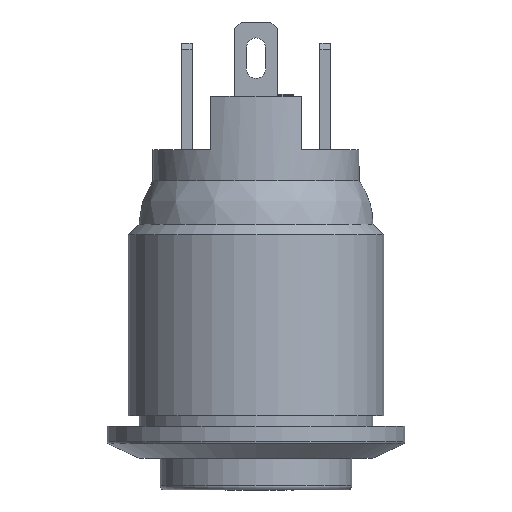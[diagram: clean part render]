
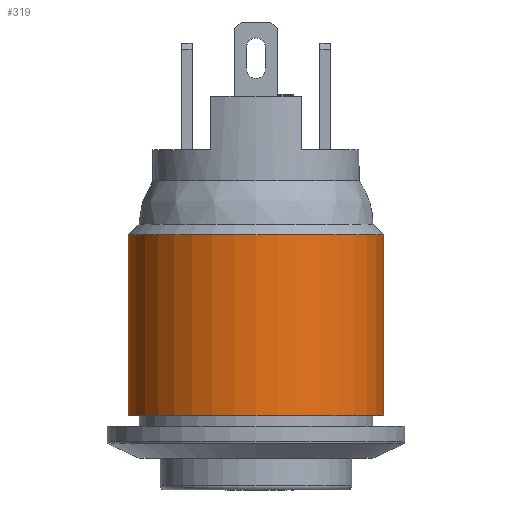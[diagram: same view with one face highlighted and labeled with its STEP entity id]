
A CAD part, front view. The second image highlights one B-rep face of the part: STEP entity #319.
In plain terms, the highlighted cylindrical face has radius 6 mm (diameter 12 mm), a full revolution.
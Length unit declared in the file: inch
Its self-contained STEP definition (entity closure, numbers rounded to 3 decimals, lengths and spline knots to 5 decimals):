
#277=CARTESIAN_POINT('',(0.23622,0.,-0.06693));
#278=VERTEX_POINT('',#277);
#279=CARTESIAN_POINT('',(0.0,0.0,-0.06693));
#280=DIRECTION('',(0.0,0.0,1.0));
#281=DIRECTION('',(-1.0,0.0,0.0));
#282=AXIS2_PLACEMENT_3D('',#279,#280,#281);
#283=CIRCLE('',#282,0.23622);
#284=EDGE_CURVE('',#278,#278,#283,.T.);
#300=CARTESIAN_POINT('',(0.0,0.0,-0.0502));
#301=DIRECTION('',(0.0,0.0,-1.0));
#302=DIRECTION('',(1.0,0.0,0.0));
#303=AXIS2_PLACEMENT_3D('',#300,#301,#302);
#304=CYLINDRICAL_SURFACE('',#303,0.23622);
#305=CARTESIAN_POINT('',(0.23622,0.,-0.40157));
#306=VERTEX_POINT('',#305);
#307=CARTESIAN_POINT('',(0.0,0.0,-0.40157));
#308=DIRECTION('',(0.0,0.0,1.0));
#309=DIRECTION('',(1.0,0.0,0.0));
#310=AXIS2_PLACEMENT_3D('',#307,#308,#309);
#311=CIRCLE('',#310,0.23622);
#312=EDGE_CURVE('',#306,#306,#311,.T.);
#313=ORIENTED_EDGE('',*,*,#312,.T.);
#314=EDGE_LOOP('',(#313));
#315=FACE_OUTER_BOUND('',#314,.T.);
#316=ORIENTED_EDGE('',*,*,#284,.F.);
#317=EDGE_LOOP('',(#316));
#318=FACE_BOUND('',#317,.T.);
#319=ADVANCED_FACE('',(#315,#318),#304,.T.);
